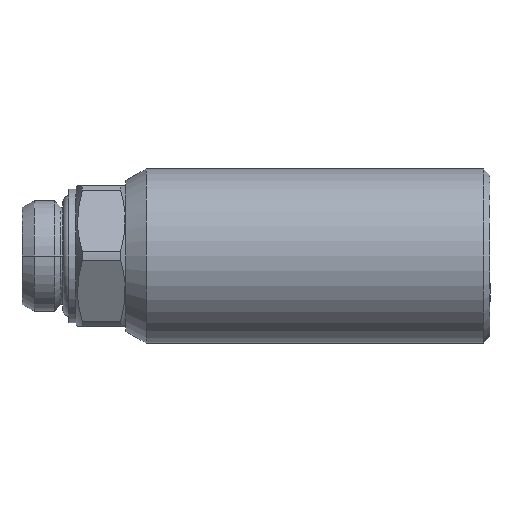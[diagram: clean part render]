
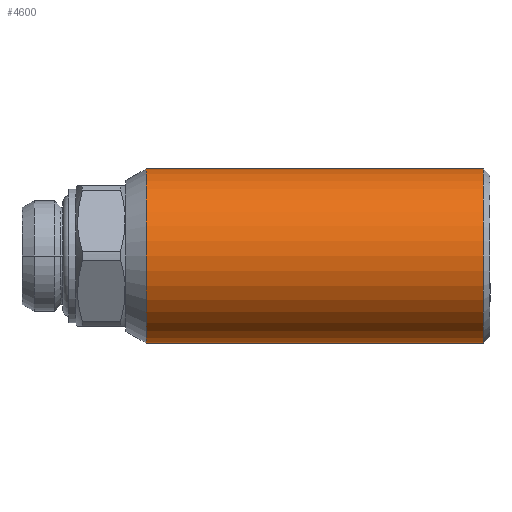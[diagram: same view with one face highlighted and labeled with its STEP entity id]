
A CAD part, front view. The second image highlights one B-rep face of the part: STEP entity #4600.
In plain terms, the highlighted cylindrical face has radius 13 mm (diameter 26 mm), a partial arc.
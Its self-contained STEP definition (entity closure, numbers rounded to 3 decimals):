
#64 = CARTESIAN_POINT ( 'NONE',  ( 7.4, 0., 13. ) ) ;
#68 = CARTESIAN_POINT ( 'NONE',  ( 7.4, 0., -13. ) ) ;
#69 = CARTESIAN_POINT ( 'NONE',  ( -42.969, 0., 13. ) ) ;
#70 = CARTESIAN_POINT ( 'NONE',  ( -42.969, 0., -13. ) ) ;
#1070 = DIRECTION ( 'NONE',  ( -1., 0., 0. ) ) ;
#1071 = CYLINDRICAL_SURFACE ( 'NONE', #4223, 13. ) ;
#1074 = FACE_OUTER_BOUND ( 'NONE', #1859, .T. ) ;
#1084 = CARTESIAN_POINT ( 'NONE',  ( -48.515, 0., 0. ) ) ;
#1086 = DIRECTION ( 'NONE',  ( 0., 0., 1. ) ) ;
#1255 = CARTESIAN_POINT ( 'NONE',  ( 7.4, 0., 0. ) ) ;
#1256 = DIRECTION ( 'NONE',  ( -1., 0., 0. ) ) ;
#1257 = DIRECTION ( 'NONE',  ( 0., 0., 1. ) ) ;
#1295 = LINE ( 'NONE', #1296, #4262 ) ;
#1296 = CARTESIAN_POINT ( 'NONE',  ( -48.515, 0., -13. ) ) ;
#1306 = DIRECTION ( 'NONE',  ( -1., 0., 0. ) ) ;
#1671 = ORIENTED_EDGE ( 'NONE', *, *, #4802, .F. ) ;
#1672 = ORIENTED_EDGE ( 'NONE', *, *, #4790, .T. ) ;
#1673 = ORIENTED_EDGE ( 'NONE', *, *, #4364, .T. ) ;
#1674 = ORIENTED_EDGE ( 'NONE', *, *, #3738, .F. ) ;
#1859 = EDGE_LOOP ( 'NONE', ( #1671, #1672, #1673, #1674 ) ) ;
#2494 = CARTESIAN_POINT ( 'NONE',  ( -42.969, 0., 0. ) ) ;
#2495 = DIRECTION ( 'NONE',  ( -1., 0., 0. ) ) ;
#2496 = DIRECTION ( 'NONE',  ( 0., 0., 1. ) ) ;
#2498 = LINE ( 'NONE', #2500, #4102 ) ;
#2500 = CARTESIAN_POINT ( 'NONE',  ( -48.515, 0., 13. ) ) ;
#2501 = DIRECTION ( 'NONE',  ( -1., 0., 0. ) ) ;
#3037 = VERTEX_POINT ( 'NONE', #64 ) ;
#3041 = VERTEX_POINT ( 'NONE', #68 ) ;
#3042 = VERTEX_POINT ( 'NONE', #69 ) ;
#3043 = VERTEX_POINT ( 'NONE', #70 ) ;
#3738 = EDGE_CURVE ( 'NONE', #3043, #3042, #4147, .T. ) ;
#4094 = AXIS2_PLACEMENT_3D ( 'NONE', #1255, #1256, #1257 ) ;
#4102 = VECTOR ( 'NONE', #2501, 1000. ) ;
#4145 = AXIS2_PLACEMENT_3D ( 'NONE', #2494, #2495, #2496 ) ;
#4147 = CIRCLE ( 'NONE', #4145, 13. ) ;
#4223 = AXIS2_PLACEMENT_3D ( 'NONE', #1084, #1070, #1086 ) ;
#4262 = VECTOR ( 'NONE', #1306, 1000. ) ;
#4296 = CIRCLE ( 'NONE', #4094, 13. ) ;
#4364 = EDGE_CURVE ( 'NONE', #3037, #3042, #2498, .T. ) ;
#4600 = ADVANCED_FACE ( 'NONE', ( #1074 ), #1071, .T. ) ;
#4790 = EDGE_CURVE ( 'NONE', #3041, #3037, #4296, .T. ) ;
#4802 = EDGE_CURVE ( 'NONE', #3041, #3043, #1295, .T. ) ;
